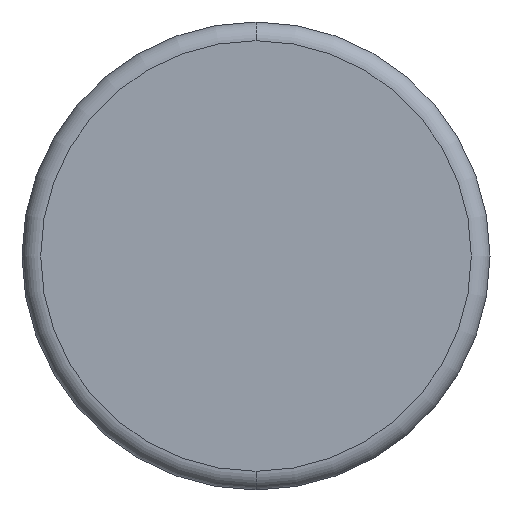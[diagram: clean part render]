
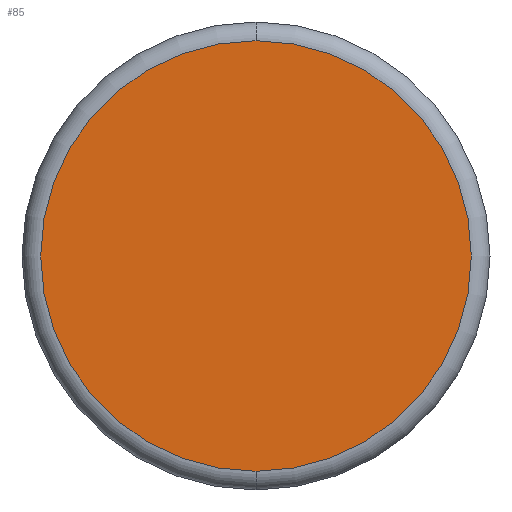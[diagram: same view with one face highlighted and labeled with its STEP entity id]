
A CAD part, front view. The second image highlights one B-rep face of the part: STEP entity #85.
In plain terms, the highlighted planar face has unit normal (0, -1, 0).
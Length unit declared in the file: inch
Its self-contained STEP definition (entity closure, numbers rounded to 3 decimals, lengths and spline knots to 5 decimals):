
#28 = DIRECTION ( 'NONE',  ( 0., -1., 0. ) ) ;
#40 = DIRECTION ( 'NONE',  ( 0., -1., 0. ) ) ;
#63 = AXIS2_PLACEMENT_3D ( 'NONE', #81, #40, #511 ) ;
#81 = CARTESIAN_POINT ( 'NONE',  ( 0., 0., 0. ) ) ;
#85 = ADVANCED_FACE ( 'NONE', ( #93 ), #480, .T. ) ;
#93 = FACE_OUTER_BOUND ( 'NONE', #265, .T. ) ;
#116 = ORIENTED_EDGE ( 'NONE', *, *, #505, .T. ) ;
#128 = CIRCLE ( 'NONE', #406, 0.345 ) ;
#158 = DIRECTION ( 'NONE',  ( 0., 0., -1. ) ) ;
#190 = EDGE_CURVE ( 'NONE', #375, #282, #517, .T. ) ;
#191 = CARTESIAN_POINT ( 'NONE',  ( 0., 0., 0.345 ) ) ;
#228 = CARTESIAN_POINT ( 'NONE',  ( 0., 0., -0.345 ) ) ;
#243 = CARTESIAN_POINT ( 'NONE',  ( 0., 0., 0. ) ) ;
#265 = EDGE_LOOP ( 'NONE', ( #116, #306 ) ) ;
#282 = VERTEX_POINT ( 'NONE', #228 ) ;
#306 = ORIENTED_EDGE ( 'NONE', *, *, #190, .T. ) ;
#368 = DIRECTION ( 'NONE',  ( 0., -1., 0. ) ) ;
#375 = VERTEX_POINT ( 'NONE', #191 ) ;
#406 = AXIS2_PLACEMENT_3D ( 'NONE', #444, #28, #422 ) ;
#422 = DIRECTION ( 'NONE',  ( 0., 0., -1. ) ) ;
#444 = CARTESIAN_POINT ( 'NONE',  ( 0., 0., 0. ) ) ;
#480 = PLANE ( 'NONE',  #527 ) ;
#505 = EDGE_CURVE ( 'NONE', #282, #375, #128, .T. ) ;
#511 = DIRECTION ( 'NONE',  ( 0., 0., -1. ) ) ;
#517 = CIRCLE ( 'NONE', #63, 0.345 ) ;
#527 = AXIS2_PLACEMENT_3D ( 'NONE', #243, #368, #158 ) ;
